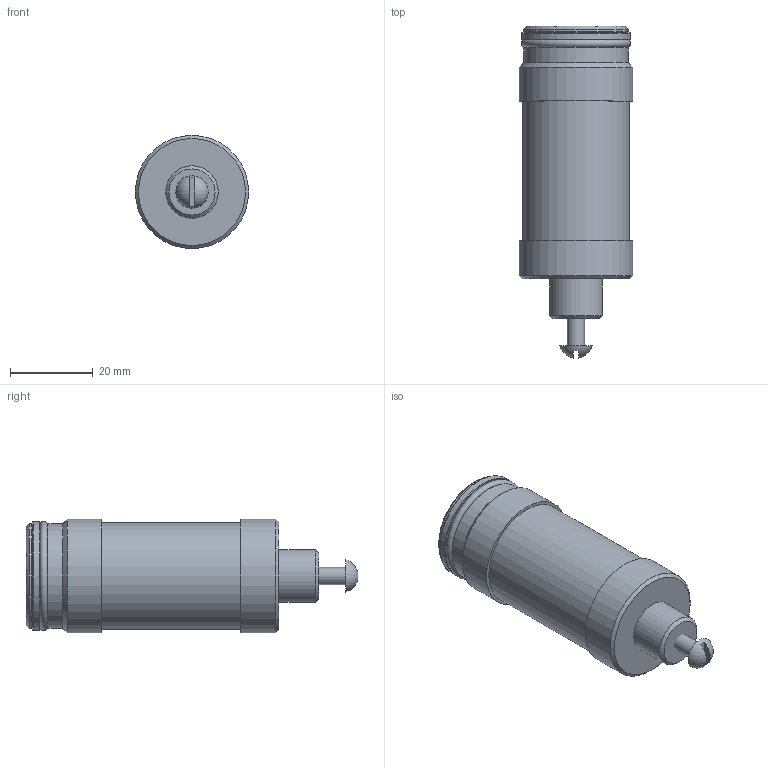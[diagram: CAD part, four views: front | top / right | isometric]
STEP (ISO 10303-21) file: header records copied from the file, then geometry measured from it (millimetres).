
FILE_DESCRIPTION (( 'STEP AP214' ), '1' );
FILE_NAME ('14-CRZX10.STEP', '2013-02-18T12:13:43', ( 'admin' ), ( '' ), 'SwSTEP 2.0', 'SolidWorks 2012', '' );
FILE_SCHEMA (( 'AUTOMOTIVE_DESIGN' ));
Length unit declared in the file: inch
Products named in the file (1): 14-CRZX10
Bounding box: 27.43 x 80.38 x 27.43 mm (x, y, z)
Volume: 34300.8 mm3; surface area: 12403 mm2
Topology: 6 solids, 6 shells, 45 faces, 74 edges, 45 vertices
Faces by surface type: plane 17, cylinder 14, cone 8, torus 5, sphere 1
Full cylindrical faces by diameter (mm): 3.454 x1, 4.166 x1, 8.89 x1, 12.7 x1, 22.581 x1, 22.86 x1, 25.311 x2, 25.857 x1, 25.883 x2, 26.416 x1, 27.432 x2
Entity records: 1558 total; most frequent: DIRECTION 176, CARTESIAN_POINT 130, AXIS2_PLACEMENT_3D 87, ORIENTED_EDGE 86, EDGE_LOOP 78, FACE_OUTER_BOUND 63, LENGTH_MEASURE_WITH_UNIT 53, DIMENSIONAL_EXPONENTS 53
